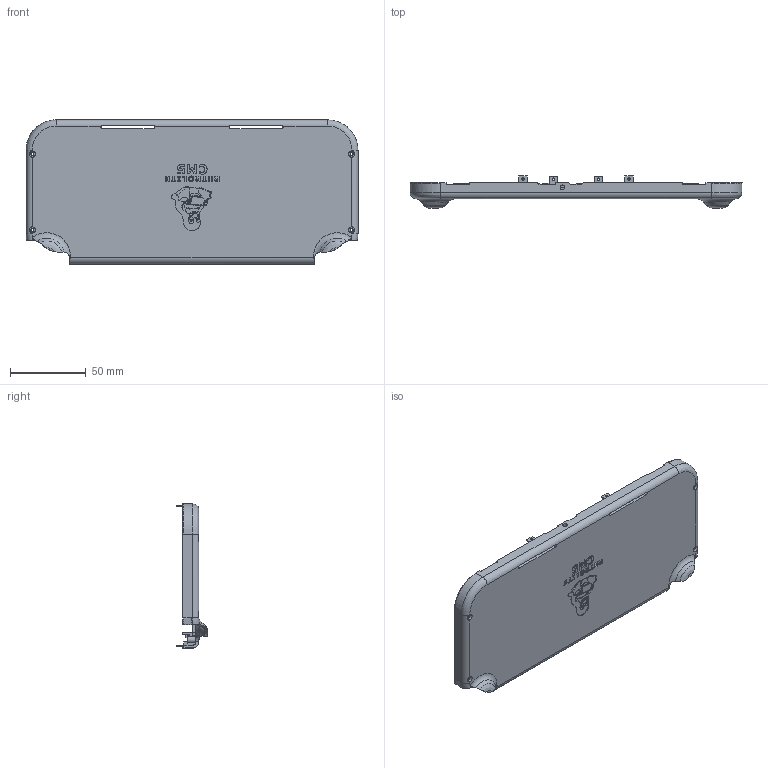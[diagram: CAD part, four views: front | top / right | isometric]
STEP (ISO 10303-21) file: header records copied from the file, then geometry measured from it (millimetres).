
FILE_DESCRIPTION(/* description */ (''),/* implementation_level */ '2;1');
FILE_NAME(/* name */ 'Case Rear.step',/* time_stamp */ '2024-02-13T22:04:28+09:00',/* author */ (''),/* organization */ (''),/* preprocessor_version */ 'ST-DEVELOPER v20',/* originating_system */ 'Autodesk Translation Framework v12.20.1.177',/* authorisation */ '');
FILE_SCHEMA (('AUTOMOTIVE_DESIGN { 1 0 10303 214 3 1 1 }'));
Products named in the file (1): Case Rear_2
Bounding box: 219.01 x 21 x 95.18 mm (x, y, z)
Volume: 52292.5 mm3; surface area: 55121.8 mm2
Topology: 14 solids, 14 shells, 1480 faces, 4189 edges, 2747 vertices
Faces by surface type: plane 1058, bspline 179, cylinder 139, cone 86, sphere 10, torus 8
Entity records: 52817 total; most frequent: CARTESIAN_POINT 15379, ORIENTED_EDGE 8346, DIRECTION 6946, EDGE_CURVE 4173, LINE 3198, VECTOR 3198, VERTEX_POINT 2747, AXIS2_PLACEMENT_3D 1874
